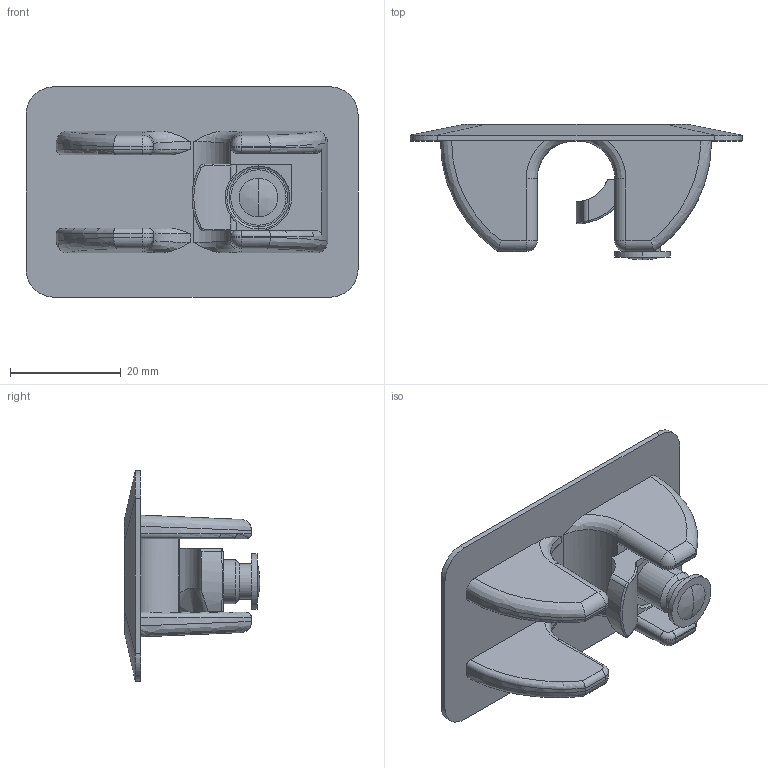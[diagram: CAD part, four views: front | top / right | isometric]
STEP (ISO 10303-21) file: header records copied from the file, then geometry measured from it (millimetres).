
FILE_DESCRIPTION (( 'STEP AP203' ), '1' );
FILE_NAME ('Žº‰ª•ÏŠ·.STEP', '2012-05-07T04:02:26', ( '' ), ( '' ), 'SwSTEP 2.0', 'SolidWorks 2011', '' );
FILE_SCHEMA (( 'CONFIG_CONTROL_DESIGN' ));
Length unit declared in the file: millimetre
Products named in the file (4): C-1669-2_ロックピース; C-1669-2_シャフト; 室岡変換; C-1669-2_ボディ
Assembly tree (3 placements, depth 2):
  室岡変換
    C-1669-2_シャフト
    C-1669-2_ロックピース
    C-1669-2_ボディ
Bounding box: 60 x 24.5 x 38 mm (x, y, z)
Volume: 12404.3 mm3; surface area: 9041.1 mm2
Topology: 3 solids, 3 shells, 161 faces, 376 edges, 226 vertices
Faces by surface type: cylinder 63, plane 46, bspline 20, torus 18, cone 8, sphere 6
Entity records: 5879 total; most frequent: CARTESIAN_POINT 1931, ORIENTED_EDGE 744, DIRECTION 742, EDGE_CURVE 372, AXIS2_PLACEMENT_3D 291, VERTEX_POINT 226, EDGE_LOOP 174, ADVANCED_FACE 161
